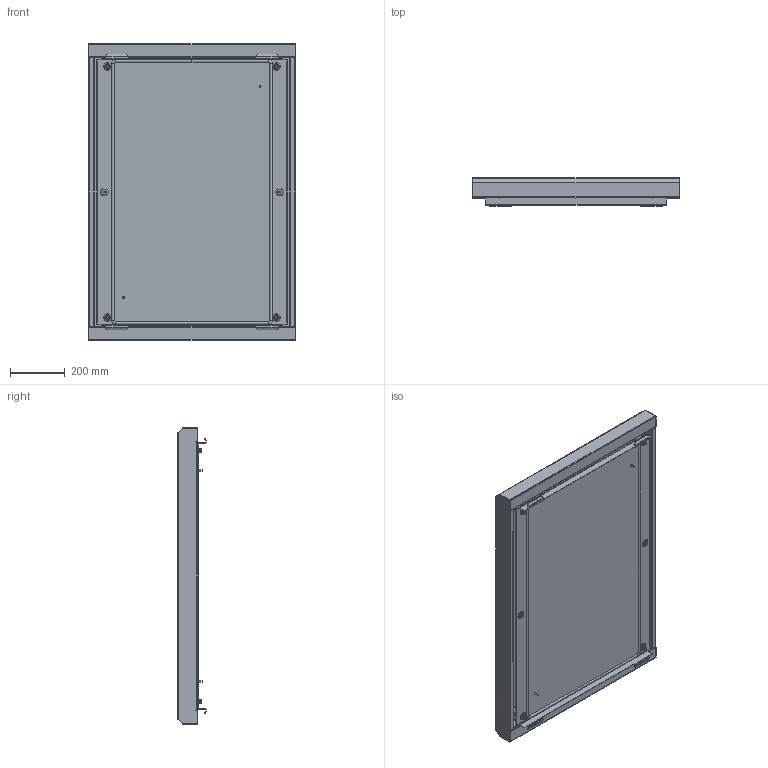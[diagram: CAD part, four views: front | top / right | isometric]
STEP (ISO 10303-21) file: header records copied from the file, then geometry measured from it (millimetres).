
FILE_DESCRIPTION (( 'STEP AP214' ), '1' );
FILE_NAME ('627.101.STEP', '2024-09-25T07:20:51', ( '' ), ( '' ), 'SwSTEP 2.0', 'SolidWorks 2021', '' );
FILE_SCHEMA (( 'AUTOMOTIVE_DESIGN' ));
Length unit declared in the file: millimetre
Products named in the file (8): 620.101-02; 627.101; Êðûøà W700D1000; 627.100; Ïðîñòàâêà; Øïèëüêà ïðèâàðíàÿ Ì6õ16; 627.101-01; Ãàñêåòèíã êðûøè ÌÊ-20 W700D1000
Assembly tree (12 placements, depth 3):
  627.101
    627.101-01
    620.101-02  x2
    Ïðîñòàâêà  x4
    627.100
      Êðûøà W700D1000
      Ãàñêåòèíã êðûøè ÌÊ-20 W700D1000
      Øïèëüêà ïðèâàðíàÿ Ì6õ16  x2
Bounding box: 758 x 103.7 x 1086 mm (x, y, z)
Volume: 3175066.8 mm3; surface area: 4012185.2 mm2
Topology: 11 solids, 11 shells, 664 faces, 1628 edges, 998 vertices
Faces by surface type: cylinder 301, plane 279, cone 44, bspline 36, torus 4
Entity records: 15447 total; most frequent: CARTESIAN_POINT 5998, DIRECTION 1916, ORIENTED_EDGE 1896, EDGE_CURVE 948, AXIS2_PLACEMENT_3D 683, VERTEX_POINT 564, LINE 550, VECTOR 550
